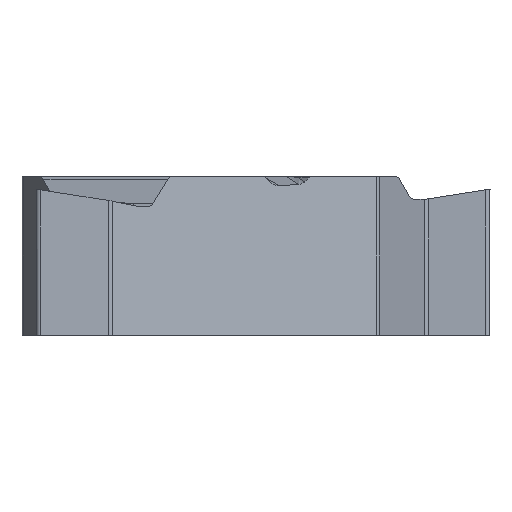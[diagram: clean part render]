
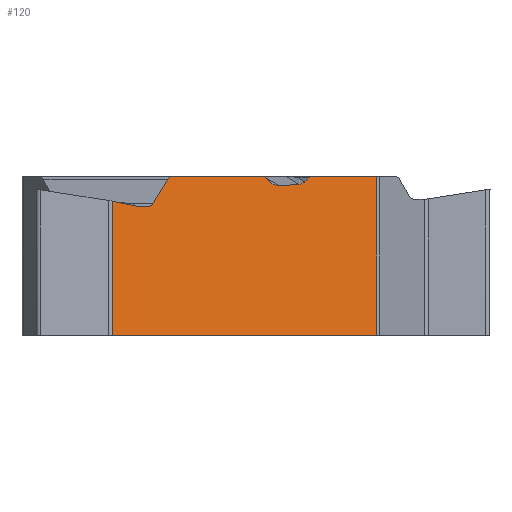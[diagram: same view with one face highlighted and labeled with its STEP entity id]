
A CAD part, front view. The second image highlights one B-rep face of the part: STEP entity #120.
In plain terms, the highlighted planar face has unit normal (0.5, -0.866, 0).
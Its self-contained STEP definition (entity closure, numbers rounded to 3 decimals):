
#120=ADVANCED_FACE('',(#250),#210,.F.);
#210=PLANE('',#1829);
#250=FACE_OUTER_BOUND('',#342,.T.);
#342=EDGE_LOOP('',(#595,#596,#597,#598,#599,#600,#601,#602,#603,#604,#605,
#606,#607,#608,#609,#610,#611,#612));
#441=CIRCLE('',#1828,0.15);
#501=ELLIPSE('',#1824,0.15,0.15);
#502=ELLIPSE('',#1825,0.167,0.15);
#503=ELLIPSE('',#1826,0.177,0.15);
#504=ELLIPSE('',#1827,0.177,0.15);
#595=ORIENTED_EDGE('',*,*,#1248,.T.);
#596=ORIENTED_EDGE('',*,*,#1249,.F.);
#597=ORIENTED_EDGE('',*,*,#1250,.T.);
#598=ORIENTED_EDGE('',*,*,#1251,.F.);
#599=ORIENTED_EDGE('',*,*,#1252,.F.);
#600=ORIENTED_EDGE('',*,*,#1253,.F.);
#601=ORIENTED_EDGE('',*,*,#1254,.F.);
#602=ORIENTED_EDGE('',*,*,#1255,.F.);
#603=ORIENTED_EDGE('',*,*,#1256,.F.);
#604=ORIENTED_EDGE('',*,*,#1257,.F.);
#605=ORIENTED_EDGE('',*,*,#1258,.F.);
#606=ORIENTED_EDGE('',*,*,#1259,.F.);
#607=ORIENTED_EDGE('',*,*,#1260,.F.);
#608=ORIENTED_EDGE('',*,*,#1261,.F.);
#609=ORIENTED_EDGE('',*,*,#1262,.T.);
#610=ORIENTED_EDGE('',*,*,#1263,.T.);
#611=ORIENTED_EDGE('',*,*,#1264,.T.);
#612=ORIENTED_EDGE('',*,*,#1265,.F.);
#1077=VERTEX_POINT('',#3012);
#1078=VERTEX_POINT('',#3013);
#1079=VERTEX_POINT('',#3015);
#1080=VERTEX_POINT('',#3017);
#1081=VERTEX_POINT('',#3019);
#1082=VERTEX_POINT('',#3021);
#1083=VERTEX_POINT('',#3023);
#1084=VERTEX_POINT('',#3037);
#1085=VERTEX_POINT('',#3039);
#1086=VERTEX_POINT('',#3053);
#1087=VERTEX_POINT('',#3055);
#1088=VERTEX_POINT('',#3057);
#1089=VERTEX_POINT('',#3059);
#1090=VERTEX_POINT('',#3061);
#1091=VERTEX_POINT('',#3063);
#1092=VERTEX_POINT('',#3065);
#1093=VERTEX_POINT('',#3067);
#1094=VERTEX_POINT('',#3069);
#1248=EDGE_CURVE('',#1077,#1078,#1471,.T.);
#1249=EDGE_CURVE('',#1079,#1078,#1472,.T.);
#1250=EDGE_CURVE('',#1079,#1080,#1473,.T.);
#1251=EDGE_CURVE('',#1081,#1080,#1474,.T.);
#1252=EDGE_CURVE('',#1082,#1081,#501,.T.);
#1253=EDGE_CURVE('',#1083,#1082,#1475,.T.);
#1254=EDGE_CURVE('',#1084,#1083,#1740,.T.);
#1255=EDGE_CURVE('',#1085,#1084,#1476,.T.);
#1256=EDGE_CURVE('',#1086,#1085,#1741,.T.);
#1257=EDGE_CURVE('',#1087,#1086,#1477,.T.);
#1258=EDGE_CURVE('',#1088,#1087,#502,.T.);
#1259=EDGE_CURVE('',#1089,#1088,#1478,.T.);
#1260=EDGE_CURVE('',#1090,#1089,#503,.T.);
#1261=EDGE_CURVE('',#1091,#1090,#1479,.T.);
#1262=EDGE_CURVE('',#1091,#1092,#504,.T.);
#1263=EDGE_CURVE('',#1092,#1093,#1480,.T.);
#1264=EDGE_CURVE('',#1093,#1094,#441,.T.);
#1265=EDGE_CURVE('',#1077,#1094,#1481,.T.);
#1471=LINE('',#3011,#1615);
#1472=LINE('',#3014,#1616);
#1473=LINE('',#3016,#1617);
#1474=LINE('',#3018,#1618);
#1475=LINE('',#3022,#1619);
#1476=LINE('',#3038,#1620);
#1477=LINE('',#3054,#1621);
#1478=LINE('',#3058,#1622);
#1479=LINE('',#3062,#1623);
#1480=LINE('',#3066,#1624);
#1481=LINE('',#3070,#1625);
#1615=VECTOR('',#2070,1.);
#1616=VECTOR('',#2071,1.);
#1617=VECTOR('',#2072,1.);
#1618=VECTOR('',#2073,1.);
#1619=VECTOR('',#2076,1.);
#1620=VECTOR('',#2077,1.);
#1621=VECTOR('',#2078,1.);
#1622=VECTOR('',#2081,1.);
#1623=VECTOR('',#2084,1.);
#1624=VECTOR('',#2087,1.);
#1625=VECTOR('',#2090,1.);
#1740=B_SPLINE_CURVE_WITH_KNOTS('',3,(#3024,#3025,#3026,#3027,#3028,#3029,
#3030,#3031,#3032,#3033,#3034,#3035,#3036),.UNSPECIFIED.,.F.,.F.,(4,3,3,
3,4),(0.,0.249,0.498,0.746,1.),
 .UNSPECIFIED.);
#1741=B_SPLINE_CURVE_WITH_KNOTS('',3,(#3040,#3041,#3042,#3043,#3044,#3045,
#3046,#3047,#3048,#3049,#3050,#3051,#3052),.UNSPECIFIED.,.F.,.F.,(4,3,3,
3,4),(0.,0.234,0.468,0.701,1.),
 .UNSPECIFIED.);
#1824=AXIS2_PLACEMENT_3D('',#3020,#2074,#2075);
#1825=AXIS2_PLACEMENT_3D('',#3056,#2079,#2080);
#1826=AXIS2_PLACEMENT_3D('',#3060,#2082,#2083);
#1827=AXIS2_PLACEMENT_3D('',#3064,#2085,#2086);
#1828=AXIS2_PLACEMENT_3D('',#3068,#2088,#2089);
#1829=AXIS2_PLACEMENT_3D('',#3071,#2091,#2092);
#2070=DIRECTION('',(0.,0.,-1.));
#2071=DIRECTION('',(-0.866,-0.5,0.));
#2072=DIRECTION('',(0.,0.,1.));
#2073=DIRECTION('',(0.866,0.5,0.));
#2074=DIRECTION('',(-0.5,0.866,0.));
#2075=DIRECTION('',(0.866,0.5,0.));
#2076=DIRECTION('',(0.658,0.38,0.651));
#2077=DIRECTION('',(0.865,0.5,0.043));
#2078=DIRECTION('',(0.686,0.396,-0.611));
#2079=DIRECTION('',(-0.5,0.866,0.));
#2080=DIRECTION('',(-0.866,-0.5,0.));
#2081=DIRECTION('',(0.866,0.5,0.));
#2082=DIRECTION('',(-0.5,0.866,0.));
#2083=DIRECTION('',(-0.866,-0.5,0.));
#2084=DIRECTION('',(0.497,0.287,0.819));
#2085=DIRECTION('',(-0.5,0.866,0.));
#2086=DIRECTION('',(-0.866,-0.5,0.));
#2087=DIRECTION('',(-0.866,-0.5,0.));
#2088=DIRECTION('',(-0.5,0.866,0.));
#2089=DIRECTION('',(0.,0.,-1.));
#2090=DIRECTION('',(0.853,0.492,-0.174));
#2091=DIRECTION('',(-0.5,0.866,0.));
#2092=DIRECTION('',(0.,0.,-1.));
#3011=CARTESIAN_POINT('',(-2.269,-6.81,-5.47));
#3012=CARTESIAN_POINT('',(-2.269,-6.81,-0.27));
#3013=CARTESIAN_POINT('',(-2.269,-6.81,-3.97));
#3014=CARTESIAN_POINT('',(-0.367,-5.711,-3.97));
#3015=CARTESIAN_POINT('',(5.007,-2.608,-3.97));
#3016=CARTESIAN_POINT('',(5.007,-2.608,3.41));
#3017=CARTESIAN_POINT('',(5.007,-2.608,0.41));
#3018=CARTESIAN_POINT('',(-0.367,-5.711,0.41));
#3019=CARTESIAN_POINT('',(3.222,-3.639,0.41));
#3020=CARTESIAN_POINT('',(3.222,-3.639,0.26));
#3021=CARTESIAN_POINT('',(3.137,-3.688,0.374));
#3022=CARTESIAN_POINT('',(0.957,-4.947,-1.783));
#3023=CARTESIAN_POINT('',(3.029,-3.75,0.267));
#3024=CARTESIAN_POINT('',(2.857,-3.85,0.188));
#3025=CARTESIAN_POINT('',(2.873,-3.841,0.189));
#3026=CARTESIAN_POINT('',(2.888,-3.832,0.192));
#3027=CARTESIAN_POINT('',(2.904,-3.823,0.195));
#3028=CARTESIAN_POINT('',(2.919,-3.814,0.199));
#3029=CARTESIAN_POINT('',(2.934,-3.805,0.204));
#3030=CARTESIAN_POINT('',(2.949,-3.797,0.211));
#3031=CARTESIAN_POINT('',(2.963,-3.789,0.218));
#3032=CARTESIAN_POINT('',(2.977,-3.78,0.226));
#3033=CARTESIAN_POINT('',(2.99,-3.773,0.235));
#3034=CARTESIAN_POINT('',(3.004,-3.765,0.244));
#3035=CARTESIAN_POINT('',(3.017,-3.757,0.255));
#3036=CARTESIAN_POINT('',(3.029,-3.75,0.267));
#3037=CARTESIAN_POINT('',(2.857,-3.85,0.188));
#3038=CARTESIAN_POINT('',(-0.368,-5.712,0.03));
#3039=CARTESIAN_POINT('',(2.296,-4.173,0.161));
#3040=CARTESIAN_POINT('',(2.124,-4.273,0.223));
#3041=CARTESIAN_POINT('',(2.136,-4.266,0.212));
#3042=CARTESIAN_POINT('',(2.148,-4.259,0.203));
#3043=CARTESIAN_POINT('',(2.161,-4.252,0.196));
#3044=CARTESIAN_POINT('',(2.173,-4.245,0.188));
#3045=CARTESIAN_POINT('',(2.186,-4.237,0.181));
#3046=CARTESIAN_POINT('',(2.2,-4.229,0.176));
#3047=CARTESIAN_POINT('',(2.214,-4.221,0.171));
#3048=CARTESIAN_POINT('',(2.228,-4.213,0.167));
#3049=CARTESIAN_POINT('',(2.242,-4.205,0.164));
#3050=CARTESIAN_POINT('',(2.26,-4.195,0.161));
#3051=CARTESIAN_POINT('',(2.278,-4.184,0.16));
#3052=CARTESIAN_POINT('',(2.296,-4.173,0.161));
#3053=CARTESIAN_POINT('',(2.124,-4.273,0.223));
#3054=CARTESIAN_POINT('',(4.101,-3.131,-1.539));
#3055=CARTESIAN_POINT('',(1.954,-4.371,0.374));
#3056=CARTESIAN_POINT('',(1.861,-4.425,0.26));
#3057=CARTESIAN_POINT('',(1.861,-4.425,0.41));
#3058=CARTESIAN_POINT('',(5.129,-2.538,0.41));
#3059=CARTESIAN_POINT('',(-0.612,-5.852,0.41));
#3060=CARTESIAN_POINT('',(-0.612,-5.852,0.26));
#3061=CARTESIAN_POINT('',(-0.743,-5.929,0.337));
#3062=CARTESIAN_POINT('',(1.051,-4.892,3.297));
#3063=CARTESIAN_POINT('',(-1.158,-6.168,-0.347));
#3064=CARTESIAN_POINT('',(-1.289,-6.244,-0.27));
#3065=CARTESIAN_POINT('',(-1.289,-6.244,-0.42));
#3066=CARTESIAN_POINT('',(5.129,-2.538,-0.42));
#3067=CARTESIAN_POINT('',(-1.52,-6.377,-0.42));
#3068=CARTESIAN_POINT('',(-1.52,-6.377,-0.27));
#3069=CARTESIAN_POINT('',(-1.543,-6.39,-0.418));
#3070=CARTESIAN_POINT('',(4.866,-2.69,-1.723));
#3071=CARTESIAN_POINT('',(-0.367,-5.711,0.));
